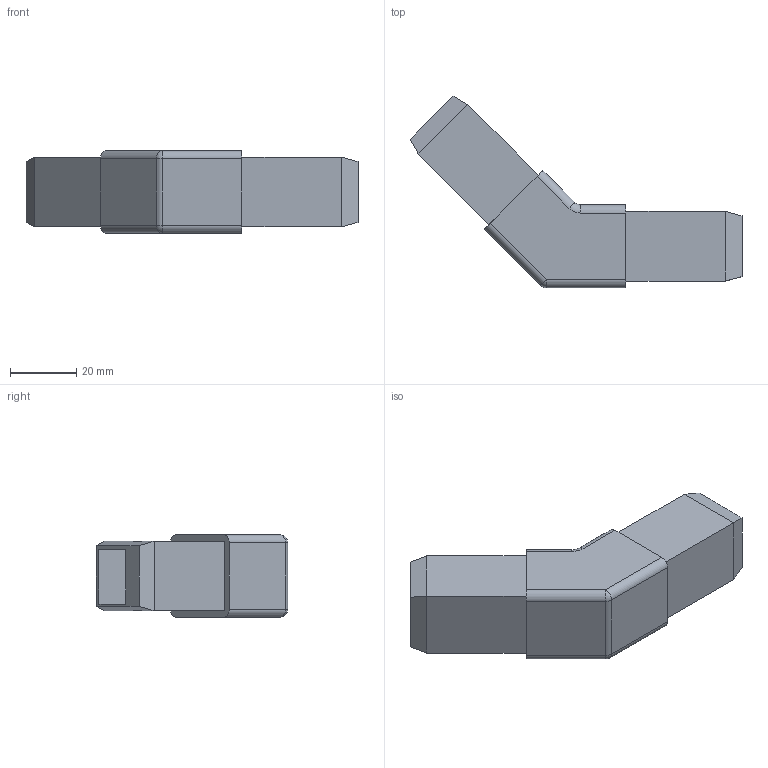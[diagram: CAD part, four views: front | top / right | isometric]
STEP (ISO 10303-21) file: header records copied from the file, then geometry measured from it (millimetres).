
FILE_DESCRIPTION(/* description */ ('GIUNZ. Q25-2VA.45° NYLON R.7039 S/RINF.'),/* implementation_level */ '2;1');
FILE_NAME(/* name */ 'DGIPD0000010-XF30506G.stp',/* time_stamp */ '2019-11-19T11:12:06+01:00',/* author */ ('fzagni'),/* organization */ (''),/* preprocessor_version */ 'ST-DEVELOPER v17.2',/* originating_system */ 'Autodesk Inventor 2019',/* authorisation */ '');
FILE_SCHEMA (('AUTOMOTIVE_DESIGN { 1 0 10303 214 3 1 1 }'));
Length unit declared in the file: millimetre
Products named in the file (1): DGIPD0000010
Bounding box: 100.07 x 57.74 x 25 mm (x, y, z)
Volume: 34756 mm3; surface area: 16286.6 mm2
Topology: 1 solids, 1 shells, 48 faces, 112 edges, 68 vertices
Faces by surface type: plane 34, cylinder 10, torus 2, sphere 2
Entity records: 1383 total; most frequent: DIRECTION 232, CARTESIAN_POINT 229, ORIENTED_EDGE 224, EDGE_CURVE 112, LINE 90, VECTOR 90, AXIS2_PLACEMENT_3D 71, VERTEX_POINT 68
